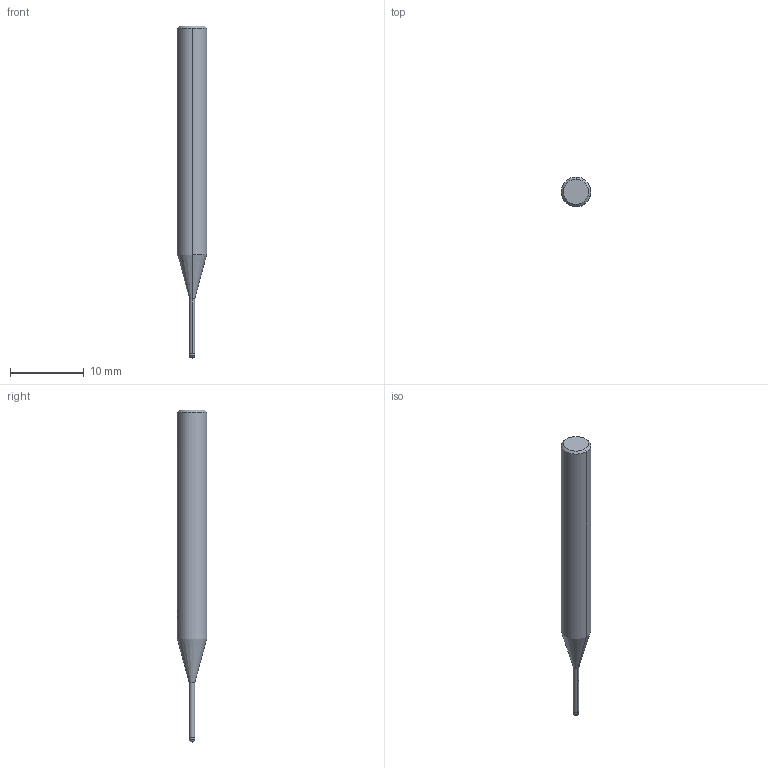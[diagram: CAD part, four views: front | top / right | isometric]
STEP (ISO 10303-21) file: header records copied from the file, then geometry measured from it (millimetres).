
FILE_DESCRIPTION(('no description'),'unknown implementation level');
FILE_NAME('solidq7cL2fV1WxicAZm5Ih3O9SP9eNs_1.STP',' ',('CIMSOURCE GmbH'),('CADClick - KiM GmbH - www.kimweb.de'),'unknown preprocess','ACIS','unknown authorization');
FILE_SCHEMA(('automotive_design'));
Length unit declared in the file: millimetre
Products named in the file (2): 1; 2
Bounding box: 4 x 4 x 45 mm (x, y, z)
Volume: 423.2 mm3; surface area: 466.9 mm2
Topology: 2 solids, 2 shells, 33 faces, 82 edges, 48 vertices
Faces by surface type: cylinder 12, cone 10, plane 9, sphere 2
Entity records: 2049 total; most frequent: CARTESIAN_POINT 377, DIRECTION 165, STYLED_ITEM 157, PRESENTATION_STYLE_ASSIGNMENT 157, COLOUR_RGB 157, ORIENTED_EDGE 148, EDGE_CURVE 74, CURVE_STYLE 74
